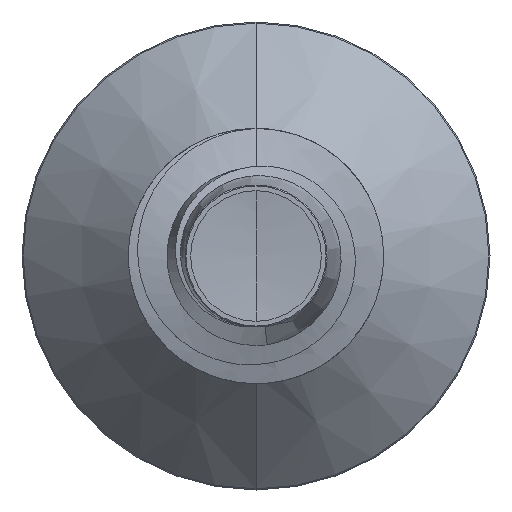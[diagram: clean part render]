
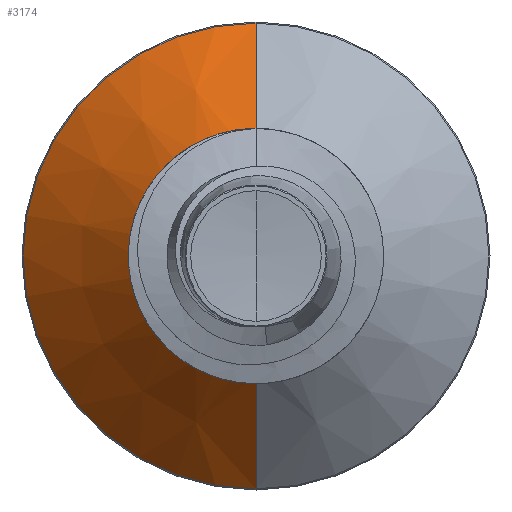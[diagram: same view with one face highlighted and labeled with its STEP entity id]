
A CAD part, front view. The second image highlights one B-rep face of the part: STEP entity #3174.
In plain terms, the highlighted conical face has half-angle 45 degrees and reference radius 1.414 mm.
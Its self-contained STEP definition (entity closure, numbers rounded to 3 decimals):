
#203 = FACE_OUTER_BOUND ( 'NONE', #2556, .T. ) ;
#682 = VERTEX_POINT ( 'NONE', #7384 ) ;
#786 = VERTEX_POINT ( 'NONE', #8335 ) ;
#1215 = VERTEX_POINT ( 'NONE', #11984 ) ;
#1251 = ORIENTED_EDGE ( 'NONE', *, *, #10621, .T. ) ;
#1588 = VECTOR ( 'NONE', #6640, 1000. ) ;
#2217 = DIRECTION ( 'NONE',  ( 0., 0., 1. ) ) ;
#2233 = DIRECTION ( 'NONE',  ( 0., 1., 0. ) ) ;
#2239 = CONICAL_SURFACE ( 'NONE', #3377, 1.414, 0.785 ) ;
#2249 = CARTESIAN_POINT ( 'NONE',  ( 0., 7.437, 0. ) ) ;
#2556 = EDGE_LOOP ( 'NONE', ( #4345, #11844, #1251, #4747 ) ) ;
#3174 = ADVANCED_FACE ( 'NONE', ( #203 ), #2239, .T. ) ;
#3377 = AXIS2_PLACEMENT_3D ( 'NONE', #10936, #8931, #10944 ) ;
#3552 = VERTEX_POINT ( 'NONE', #6166 ) ;
#4345 = ORIENTED_EDGE ( 'NONE', *, *, #10709, .F. ) ;
#4747 = ORIENTED_EDGE ( 'NONE', *, *, #7105, .F. ) ;
#5038 = LINE ( 'NONE', #6841, #1588 ) ;
#5412 = LINE ( 'NONE', #6599, #9998 ) ;
#6166 = CARTESIAN_POINT ( 'NONE',  ( 0., 6.114, 1.414 ) ) ;
#6553 = DIRECTION ( 'NONE',  ( 0., 0.707, -0.707 ) ) ;
#6599 = CARTESIAN_POINT ( 'NONE',  ( 0., 6.114, -1.414 ) ) ;
#6640 = DIRECTION ( 'NONE',  ( 0., 0.707, 0.707 ) ) ;
#6841 = CARTESIAN_POINT ( 'NONE',  ( 0., 6.114, 1.414 ) ) ;
#7105 = EDGE_CURVE ( 'NONE', #1215, #786, #8204, .T. ) ;
#7384 = CARTESIAN_POINT ( 'NONE',  ( 0., 6.114, -1.414 ) ) ;
#8204 = CIRCLE ( 'NONE', #9788, 2.737 ) ;
#8335 = CARTESIAN_POINT ( 'NONE',  ( 0., 7.437, 2.737 ) ) ;
#8519 = EDGE_CURVE ( 'NONE', #682, #3552, #9621, .T. ) ;
#8931 = DIRECTION ( 'NONE',  ( 0., 1., 0. ) ) ;
#9533 = AXIS2_PLACEMENT_3D ( 'NONE', #10643, #10636, #10633 ) ;
#9621 = CIRCLE ( 'NONE', #9533, 1.414 ) ;
#9788 = AXIS2_PLACEMENT_3D ( 'NONE', #2249, #2233, #2217 ) ;
#9998 = VECTOR ( 'NONE', #6553, 1000. ) ;
#10621 = EDGE_CURVE ( 'NONE', #3552, #786, #5038, .T. ) ;
#10633 = DIRECTION ( 'NONE',  ( 0., 0., 1. ) ) ;
#10636 = DIRECTION ( 'NONE',  ( 0., 1., 0. ) ) ;
#10643 = CARTESIAN_POINT ( 'NONE',  ( 0., 6.114, 0. ) ) ;
#10709 = EDGE_CURVE ( 'NONE', #682, #1215, #5412, .T. ) ;
#10936 = CARTESIAN_POINT ( 'NONE',  ( 0., 6.114, 0. ) ) ;
#10944 = DIRECTION ( 'NONE',  ( 0., 0., 1. ) ) ;
#11844 = ORIENTED_EDGE ( 'NONE', *, *, #8519, .T. ) ;
#11984 = CARTESIAN_POINT ( 'NONE',  ( 0., 7.437, -2.737 ) ) ;
